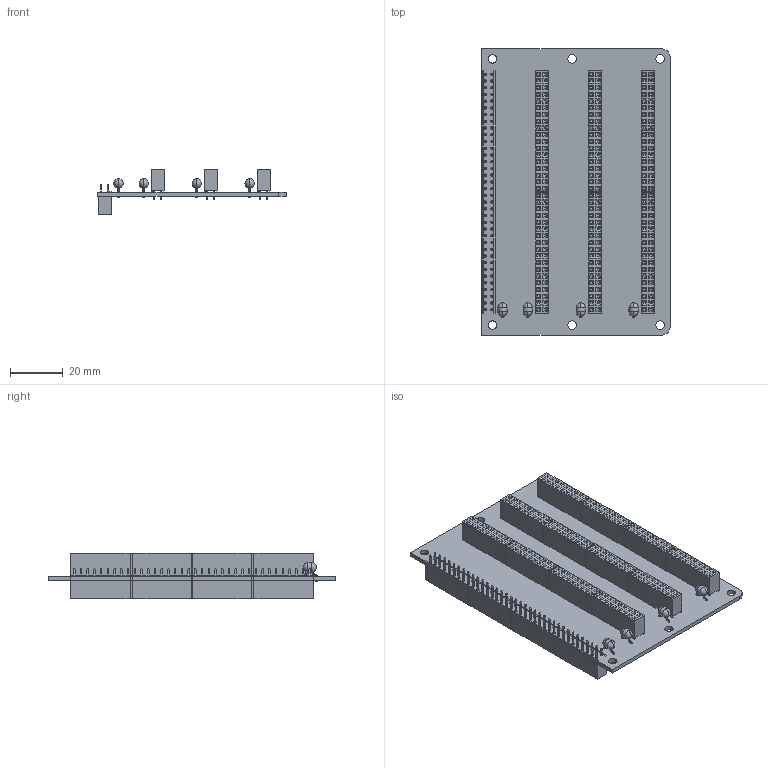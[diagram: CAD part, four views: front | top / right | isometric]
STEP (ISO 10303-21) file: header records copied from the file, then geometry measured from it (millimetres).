
FILE_DESCRIPTION(('Open CASCADE Model'),'2;1');
FILE_NAME('Open CASCADE Shape Model','2021-05-17T21:11:34',('Author'),( 'Open CASCADE'),'Open CASCADE STEP processor 6.8','Open CASCADE 6.8' ,'Unknown');
FILE_SCHEMA(('AUTOMOTIVE_DESIGN { 1 0 10303 214 1 1 1 1 }'));
Length unit declared in the file: millimetre
Products named in the file (12): PCB; Board; J1; User_Library-zl262-18d_p2-54_l23-36_w5_h8-5; J2; J3; J4; C1; CAPRR508-350X500X500; C2; C3; C4
Assembly tree (29 placements, depth 3):
  PCB
    Board
    J1
      User_Library-zl262-18d_p2-54_l23-36_w5_h8-5  x4
    J2
      User_Library-zl262-18d_p2-54_l23-36_w5_h8-5  x4
    J3
      User_Library-zl262-18d_p2-54_l23-36_w5_h8-5  x4
    J4
      User_Library-zl262-18d_p2-54_l23-36_w5_h8-5  x4
    C1
      CAPRR508-350X500X500
    C2
      CAPRR508-350X500X500
    C3
      CAPRR508-350X500X500
    C4
      CAPRR508-350X500X500
Bounding box: 71 x 108 x 17 mm (x, y, z)
Volume: 25917.4 mm3; surface area: 49451.4 mm2
Topology: 29 solids, 29 shells, 8942 faces, 22888 edges, 14836 vertices
Faces by surface type: plane 8526, cylinder 336, bspline 48, sphere 16, torus 16
Full cylindrical faces by diameter (mm): 0.7 x8, 0.9 x288, 3.2 x6
Entity records: 30670 total; most frequent: CARTESIAN_POINT 5056, DIRECTION 4772, ORIENTED_EDGE 4678, EDGE_CURVE 2339, LINE 1686, VECTOR 1686, AXIS2_PLACEMENT_3D 1543, VERTEX_POINT 1531
